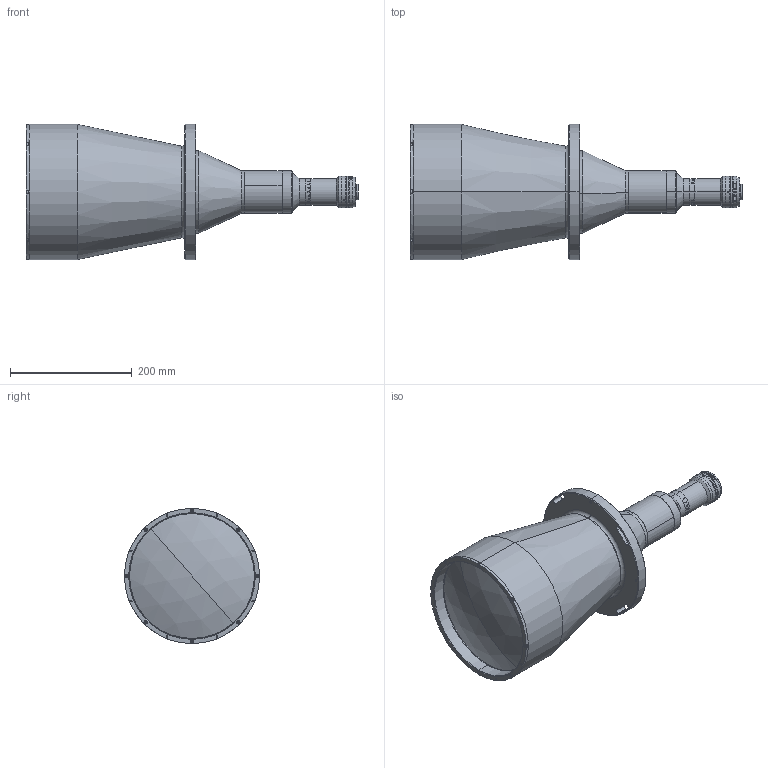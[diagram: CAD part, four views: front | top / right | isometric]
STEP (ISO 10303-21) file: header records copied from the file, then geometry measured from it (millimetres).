
FILE_DESCRIPTION (( 'STEP AP203' ), '1' );
FILE_NAME ('XF-PTL19523-0119-400C-(HD).STEP', '2018-12-22T03:22:44', ( 'lawlynn' ), ( '' ), 'SwSTEP 2.0', 'SolidWorks 2014', '' );
FILE_SCHEMA (( 'CONFIG_CONTROL_DESIGN' ));
Length unit declared in the file: millimetre
Products named in the file (1): XF-PTL19523-0119-400C-(HD)
Bounding box: 545.47 x 222 x 222 mm (x, y, z)
Surface area: 368349 mm2 (no closed solid volume)
Topology: 0 solids, 40 shells, 276 faces, 1224 edges, 980 vertices
Faces by surface type: cylinder 141, plane 85, cone 32, torus 14, sphere 4
Entity records: 17255 total; most frequent: CARTESIAN_POINT 7289, DIRECTION 2078, ORIENTED_EDGE 1753, EDGE_CURVE 1224, VERTEX_POINT 980, AXIS2_PLACEMENT_3D 799, CIRCLE 522, LINE 480
